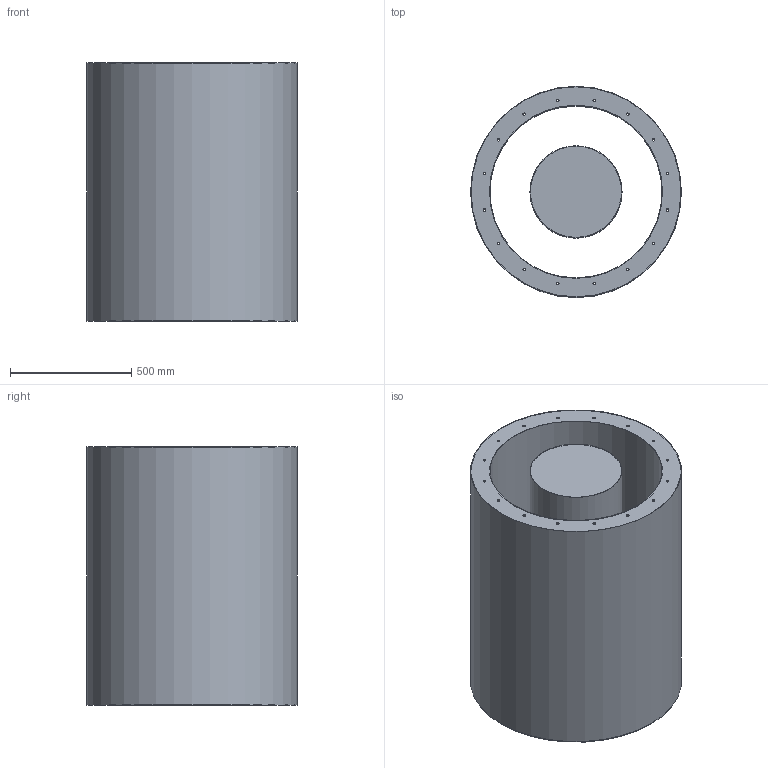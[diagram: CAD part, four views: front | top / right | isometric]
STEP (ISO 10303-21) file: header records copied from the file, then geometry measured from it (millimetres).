
FILE_DESCRIPTION (( 'STEP AP203' ), '1' );
FILE_NAME ('CCsb71x1,5D_1SI0700.STEP', '2022-02-23T12:47:37', ( '' ), ( '' ), 'SwSTEP 2.0', 'SolidWorks 2018', '' );
FILE_SCHEMA (( 'CONFIG_CONTROL_DESIGN' ));
Length unit declared in the file: millimetre
Products named in the file (1): CCsb71x1,5D_1SI0700
Bounding box: 870 x 870 x 1065 mm (x, y, z)
Volume: 14295742 mm3; surface area: 14297777.7 mm2
Topology: 2 solids, 3 shells, 46 faces, 146 edges, 108 vertices
Faces by surface type: cylinder 38, plane 8
Full cylindrical faces by diameter (mm): 10 x32, 376 x1, 380 x1, 710 x1, 714 x1, 866 x1, 870 x1
Entity records: 1429 total; most frequent: DIRECTION 246, CARTESIAN_POINT 199, EDGE_LOOP 152, ORIENTED_EDGE 152, AXIS2_PLACEMENT_3D 123, FACE_OUTER_BOUND 84, VERTEX_POINT 76, CIRCLE 76
